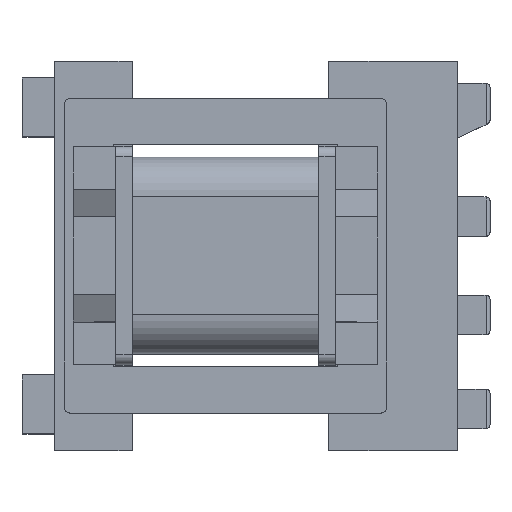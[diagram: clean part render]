
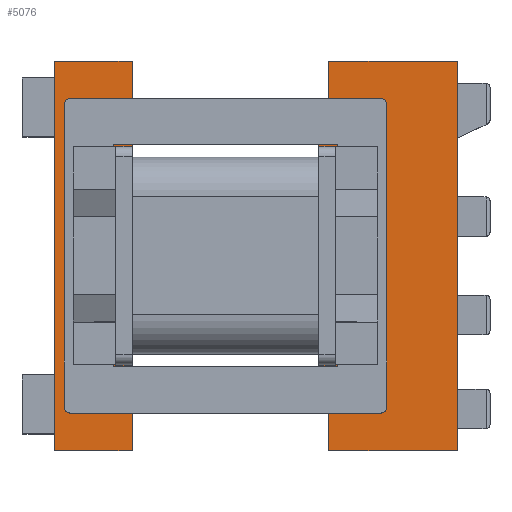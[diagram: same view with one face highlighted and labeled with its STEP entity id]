
A CAD part, top view. The second image highlights one B-rep face of the part: STEP entity #5076.
In plain terms, the highlighted planar face has unit normal (0, 0, 1).
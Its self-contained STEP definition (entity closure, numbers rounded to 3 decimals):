
#191=CIRCLE('',#5420,0.2);
#196=CIRCLE('',#5429,0.2);
#1280=ORIENTED_EDGE('',*,*,#2010,.T.);
#1281=ORIENTED_EDGE('',*,*,#2185,.T.);
#1282=ORIENTED_EDGE('',*,*,#2287,.T.);
#1283=ORIENTED_EDGE('',*,*,#2288,.F.);
#1284=ORIENTED_EDGE('',*,*,#2104,.F.);
#1285=ORIENTED_EDGE('',*,*,#2115,.T.);
#1286=ORIENTED_EDGE('',*,*,#2111,.T.);
#1287=ORIENTED_EDGE('',*,*,#1929,.F.);
#1288=ORIENTED_EDGE('',*,*,#2289,.F.);
#1289=ORIENTED_EDGE('',*,*,#2099,.F.);
#1290=ORIENTED_EDGE('',*,*,#1852,.T.);
#1291=ORIENTED_EDGE('',*,*,#2097,.T.);
#1292=ORIENTED_EDGE('',*,*,#2290,.F.);
#1293=ORIENTED_EDGE('',*,*,#2291,.F.);
#1294=ORIENTED_EDGE('',*,*,#2109,.T.);
#1295=ORIENTED_EDGE('',*,*,#2114,.F.);
#1296=ORIENTED_EDGE('',*,*,#1925,.F.);
#1297=ORIENTED_EDGE('',*,*,#2195,.F.);
#1298=ORIENTED_EDGE('',*,*,#2292,.T.);
#1299=ORIENTED_EDGE('',*,*,#2198,.T.);
#1300=ORIENTED_EDGE('',*,*,#2200,.F.);
#1301=ORIENTED_EDGE('',*,*,#2206,.F.);
#1302=ORIENTED_EDGE('',*,*,#2222,.T.);
#1303=ORIENTED_EDGE('',*,*,#2293,.F.);
#1304=ORIENTED_EDGE('',*,*,#2223,.F.);
#1305=ORIENTED_EDGE('',*,*,#2007,.T.);
#1852=EDGE_CURVE('',#2546,#2545,#3039,.T.);
#1925=EDGE_CURVE('',#2599,#2600,#3098,.T.);
#1929=EDGE_CURVE('',#2602,#2603,#3102,.T.);
#2007=EDGE_CURVE('',#2665,#2666,#3174,.T.);
#2010=EDGE_CURVE('',#2666,#2668,#3177,.T.);
#2097=EDGE_CURVE('',#2545,#2721,#3252,.T.);
#2099=EDGE_CURVE('',#2546,#2722,#3254,.T.);
#2104=EDGE_CURVE('',#2724,#2725,#3259,.T.);
#2109=EDGE_CURVE('',#2727,#2726,#3264,.T.);
#2111=EDGE_CURVE('',#2728,#2603,#3266,.T.);
#2114=EDGE_CURVE('',#2600,#2726,#3269,.T.);
#2115=EDGE_CURVE('',#2724,#2728,#3270,.T.);
#2185=EDGE_CURVE('',#2668,#2758,#191,.T.);
#2195=EDGE_CURVE('',#2766,#2599,#3305,.T.);
#2198=EDGE_CURVE('',#2770,#2769,#196,.T.);
#2200=EDGE_CURVE('',#2771,#2769,#3308,.T.);
#2206=EDGE_CURVE('',#2775,#2771,#3314,.T.);
#2222=EDGE_CURVE('',#2775,#2785,#3326,.T.);
#2223=EDGE_CURVE('',#2665,#2786,#3327,.T.);
#2287=EDGE_CURVE('',#2758,#2818,#3376,.T.);
#2288=EDGE_CURVE('',#2725,#2818,#3377,.T.);
#2289=EDGE_CURVE('',#2722,#2602,#3378,.T.);
#2290=EDGE_CURVE('',#2819,#2721,#3379,.T.);
#2291=EDGE_CURVE('',#2727,#2819,#3380,.T.);
#2292=EDGE_CURVE('',#2766,#2770,#3381,.T.);
#2293=EDGE_CURVE('',#2786,#2785,#3382,.T.);
#2545=VERTEX_POINT('',#7323);
#2546=VERTEX_POINT('',#7325);
#2599=VERTEX_POINT('',#7466);
#2600=VERTEX_POINT('',#7468);
#2602=VERTEX_POINT('',#7474);
#2603=VERTEX_POINT('',#7476);
#2665=VERTEX_POINT('',#7633);
#2666=VERTEX_POINT('',#7636);
#2668=VERTEX_POINT('',#7642);
#2721=VERTEX_POINT('',#7812);
#2722=VERTEX_POINT('',#7816);
#2724=VERTEX_POINT('',#7825);
#2725=VERTEX_POINT('',#7827);
#2726=VERTEX_POINT('',#7835);
#2727=VERTEX_POINT('',#7837);
#2728=VERTEX_POINT('',#7841);
#2758=VERTEX_POINT('',#7990);
#2766=VERTEX_POINT('',#8011);
#2769=VERTEX_POINT('',#8018);
#2770=VERTEX_POINT('',#8020);
#2771=VERTEX_POINT('',#8024);
#2775=VERTEX_POINT('',#8034);
#2785=VERTEX_POINT('',#8066);
#2786=VERTEX_POINT('',#8070);
#2818=VERTEX_POINT('',#8194);
#2819=VERTEX_POINT('',#8198);
#3039=LINE('',#7324,#3641);
#3098=LINE('',#7467,#3700);
#3102=LINE('',#7475,#3704);
#3174=LINE('',#7637,#3776);
#3177=LINE('',#7643,#3779);
#3252=LINE('',#7813,#3854);
#3254=LINE('',#7817,#3856);
#3259=LINE('',#7826,#3861);
#3264=LINE('',#7836,#3866);
#3266=LINE('',#7840,#3868);
#3269=LINE('',#7845,#3871);
#3270=LINE('',#7847,#3872);
#3305=LINE('',#8012,#3907);
#3308=LINE('',#8023,#3910);
#3314=LINE('',#8035,#3916);
#3326=LINE('',#8067,#3928);
#3327=LINE('',#8069,#3929);
#3376=LINE('',#8193,#3978);
#3377=LINE('',#8195,#3979);
#3378=LINE('',#8196,#3980);
#3379=LINE('',#8197,#3981);
#3380=LINE('',#8199,#3982);
#3381=LINE('',#8200,#3983);
#3382=LINE('',#8201,#3984);
#3641=VECTOR('',#5850,1000.);
#3700=VECTOR('',#5969,1000.);
#3704=VECTOR('',#5975,1000.);
#3776=VECTOR('',#6099,1000.);
#3779=VECTOR('',#6104,1000.);
#3854=VECTOR('',#6263,1000.);
#3856=VECTOR('',#6267,1000.);
#3861=VECTOR('',#6276,1000.);
#3866=VECTOR('',#6287,1000.);
#3868=VECTOR('',#6291,1000.);
#3871=VECTOR('',#6296,1000.);
#3872=VECTOR('',#6299,1000.);
#3907=VECTOR('',#6518,1000.);
#3910=VECTOR('',#6529,1000.);
#3916=VECTOR('',#6537,1000.);
#3928=VECTOR('',#6569,1000.);
#3929=VECTOR('',#6572,1000.);
#3978=VECTOR('',#6707,1000.);
#3979=VECTOR('',#6708,1000.);
#3980=VECTOR('',#6709,1000.);
#3981=VECTOR('',#6710,1000.);
#3982=VECTOR('',#6711,1000.);
#3983=VECTOR('',#6712,1000.);
#3984=VECTOR('',#6713,1000.);
#4311=EDGE_LOOP('',(#1280,#1281,#1282,#1283,#1284,#1285,#1286,#1287,#1288,
#1289,#1290,#1291,#1292,#1293,#1294,#1295,#1296,#1297,#1298,#1299,#1300,
#1301,#1302,#1303,#1304,#1305));
#4596=FACE_BOUND('',#4311,.T.);
#4813=PLANE('',#5485);
#5076=ADVANCED_FACE('',(#4596),#4813,.T.);
#5420=AXIS2_PLACEMENT_3D('',#7991,#6498,#6499);
#5429=AXIS2_PLACEMENT_3D('',#8019,#6524,#6525);
#5485=AXIS2_PLACEMENT_3D('',#8192,#6705,#6706);
#5850=DIRECTION('',(-1.,0.,0.));
#5969=DIRECTION('',(1.,0.,0.));
#5975=DIRECTION('',(0.,1.,0.));
#6099=DIRECTION('',(-1.,0.,0.));
#6104=DIRECTION('',(0.,1.,0.));
#6263=DIRECTION('',(0.,-1.,0.));
#6267=DIRECTION('',(0.,-1.,0.));
#6276=DIRECTION('',(1.,0.,0.));
#6287=DIRECTION('',(1.,0.,0.));
#6291=DIRECTION('',(1.,0.,0.));
#6296=DIRECTION('',(0.,1.,0.));
#6299=DIRECTION('',(0.,1.,0.));
#6498=DIRECTION('',(0.,0.,1.));
#6499=DIRECTION('',(1.,0.,0.));
#6518=DIRECTION('',(0.,-1.,0.));
#6524=DIRECTION('',(0.,0.,1.));
#6525=DIRECTION('',(1.,0.,0.));
#6529=DIRECTION('',(0.,1.,0.));
#6537=DIRECTION('',(1.,0.,0.));
#6569=DIRECTION('',(0.,-1.,0.));
#6572=DIRECTION('',(0.,-1.,0.));
#6705=DIRECTION('',(0.,0.,1.));
#6706=DIRECTION('',(1.,0.,0.));
#6707=DIRECTION('',(-1.,0.,0.));
#6708=DIRECTION('',(0.,1.,0.));
#6709=DIRECTION('',(-1.,0.,0.));
#6710=DIRECTION('',(-1.,0.,0.));
#6711=DIRECTION('',(0.,-1.,0.));
#6712=DIRECTION('',(-1.,0.,0.));
#6713=DIRECTION('',(-1.,0.,0.));
#7323=CARTESIAN_POINT('',(-9.9,8.7,-2.45));
#7324=CARTESIAN_POINT('',(9.9,8.7,-2.45));
#7325=CARTESIAN_POINT('',(9.9,8.7,-2.45));
#7466=CARTESIAN_POINT('',(-5.55,-5.575,-2.45));
#7467=CARTESIAN_POINT('',(3.2,-5.575,-2.45));
#7468=CARTESIAN_POINT('',(-2.45,-5.575,-2.45));
#7474=CARTESIAN_POINT('',(5.55,4.75,-2.45));
#7475=CARTESIAN_POINT('',(5.55,4.75,-2.45));
#7476=CARTESIAN_POINT('',(5.55,5.575,-2.45));
#7633=CARTESIAN_POINT('',(9.9,-5.25,-2.45));
#7636=CARTESIAN_POINT('',(7.65,-5.25,-2.45));
#7637=CARTESIAN_POINT('',(-2.45,-5.25,-2.45));
#7642=CARTESIAN_POINT('',(7.65,-4.95,-2.45));
#7643=CARTESIAN_POINT('',(7.65,-5.575,-2.45));
#7812=CARTESIAN_POINT('',(-9.9,4.75,-2.45));
#7813=CARTESIAN_POINT('',(-9.9,8.7,-2.45));
#7816=CARTESIAN_POINT('',(9.9,4.75,-2.45));
#7817=CARTESIAN_POINT('',(9.9,8.7,-2.45));
#7825=CARTESIAN_POINT('',(2.45,-5.575,-2.45));
#7826=CARTESIAN_POINT('',(3.2,-5.575,-2.45));
#7827=CARTESIAN_POINT('',(5.55,-5.575,-2.45));
#7835=CARTESIAN_POINT('',(-2.45,5.575,-2.45));
#7836=CARTESIAN_POINT('',(3.2,5.575,-2.45));
#7837=CARTESIAN_POINT('',(-5.55,5.575,-2.45));
#7840=CARTESIAN_POINT('',(3.2,5.575,-2.45));
#7841=CARTESIAN_POINT('',(2.45,5.575,-2.45));
#7845=CARTESIAN_POINT('',(-2.45,-5.575,-2.45));
#7847=CARTESIAN_POINT('',(2.45,-5.575,-2.45));
#7990=CARTESIAN_POINT('',(7.45,-4.75,-2.45));
#7991=CARTESIAN_POINT('',(7.45,-4.95,-2.45));
#8011=CARTESIAN_POINT('',(-5.55,-4.75,-2.45));
#8012=CARTESIAN_POINT('',(-5.55,-4.75,-2.45));
#8018=CARTESIAN_POINT('',(-7.65,-4.95,-2.45));
#8019=CARTESIAN_POINT('',(-7.45,-4.95,-2.45));
#8020=CARTESIAN_POINT('',(-7.45,-4.75,-2.45));
#8023=CARTESIAN_POINT('',(-7.65,-5.575,-2.45));
#8024=CARTESIAN_POINT('',(-7.65,-5.25,-2.45));
#8034=CARTESIAN_POINT('',(-9.9,-5.25,-2.45));
#8035=CARTESIAN_POINT('',(-2.45,-5.25,-2.45));
#8066=CARTESIAN_POINT('',(-9.9,-11.8,-2.45));
#8067=CARTESIAN_POINT('',(-9.9,-4.75,-2.45));
#8069=CARTESIAN_POINT('',(9.9,-4.75,-2.45));
#8070=CARTESIAN_POINT('',(9.9,-11.8,-2.45));
#8192=CARTESIAN_POINT('',(-2.45,-5.575,-2.45));
#8193=CARTESIAN_POINT('',(9.9,-4.75,-2.45));
#8194=CARTESIAN_POINT('',(5.55,-4.75,-2.45));
#8195=CARTESIAN_POINT('',(5.55,-4.75,-2.45));
#8196=CARTESIAN_POINT('',(9.9,4.75,-2.45));
#8197=CARTESIAN_POINT('',(9.9,4.75,-2.45));
#8198=CARTESIAN_POINT('',(-5.55,4.75,-2.45));
#8199=CARTESIAN_POINT('',(-5.55,4.75,-2.45));
#8200=CARTESIAN_POINT('',(9.9,-4.75,-2.45));
#8201=CARTESIAN_POINT('',(9.9,-11.8,-2.45));
